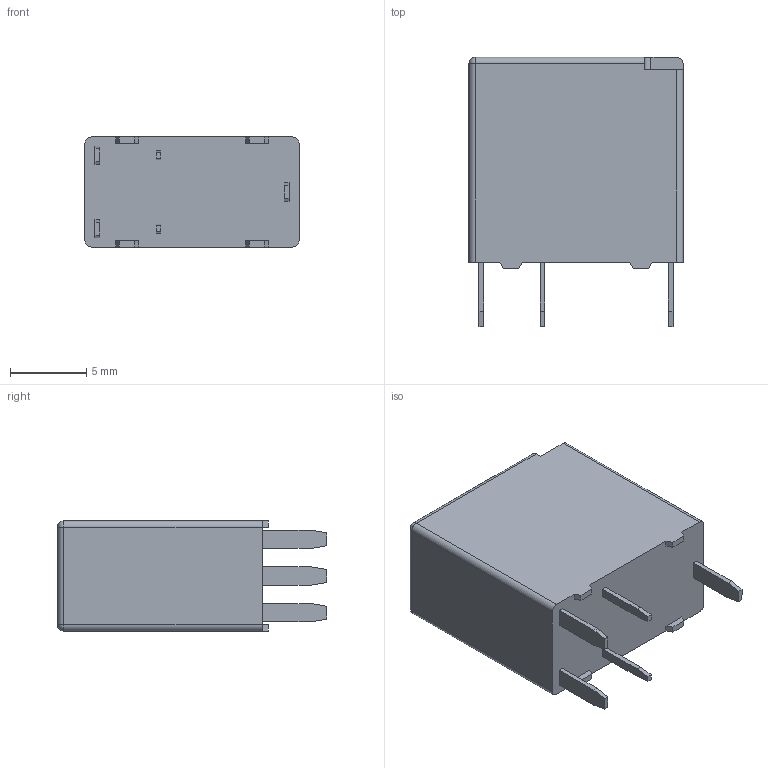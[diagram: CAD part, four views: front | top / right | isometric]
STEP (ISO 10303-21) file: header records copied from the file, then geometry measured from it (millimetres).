
FILE_DESCRIPTION (( 'STEP AP214' ), '1' );
FILE_NAME ('G8N-1H-DC12.STEP', '2020-08-03T19:43:10', ( '' ), ( '' ), 'SwSTEP 2.0', 'SolidWorks 2017', '' );
FILE_SCHEMA (( 'AUTOMOTIVE_DESIGN' ));
Length unit declared in the file: millimetre
Products named in the file (1): G8N-1H-DC12
Bounding box: 14 x 17.6 x 7.2 mm (x, y, z)
Volume: 1349.6 mm3; surface area: 819.2 mm2
Topology: 7 solids, 7 shells, 91 faces, 224 edges, 146 vertices
Faces by surface type: plane 79, cylinder 10, sphere 2
Entity records: 2716 total; most frequent: CARTESIAN_POINT 460, ORIENTED_EDGE 444, DIRECTION 426, EDGE_CURVE 222, LINE 202, VECTOR 202, VERTEX_POINT 146, AXIS2_PLACEMENT_3D 112
